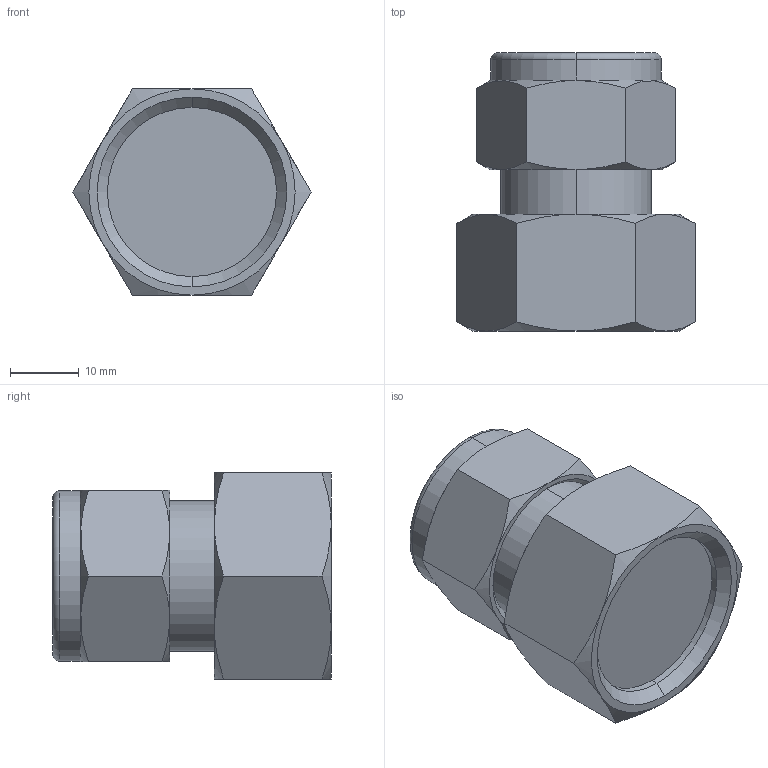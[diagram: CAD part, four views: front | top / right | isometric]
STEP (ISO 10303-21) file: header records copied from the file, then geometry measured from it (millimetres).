
FILE_DESCRIPTION (( 'STEP AP214' ), '1' );
FILE_NAME ('1050000018.step', '2013-02-25T17:17:45', ( '' ), ( '' ), 'SwSTEP 2.0', 'SolidWorks 2012', '' );
FILE_SCHEMA (( 'AUTOMOTIVE_DESIGN' ));
Length unit declared in the file: millimetre
Products named in the file (1): 1050000018
Bounding box: 34.64 x 40.5 x 30 mm (x, y, z)
Volume: 22848.3 mm3; surface area: 5679.9 mm2
Topology: 1 solids, 1 shells, 54 faces, 116 edges, 68 vertices
Faces by surface type: cone 26, plane 18, cylinder 8, torus 2
Entity records: 2272 total; most frequent: CARTESIAN_POINT 531, ORIENTED_EDGE 232, DIRECTION 226, EDGE_CURVE 116, AXIS2_PLACEMENT_3D 99, VERTEX_POINT 68, EDGE_LOOP 58, UNCERTAINTY_MEASURE_WITH_UNIT 57
